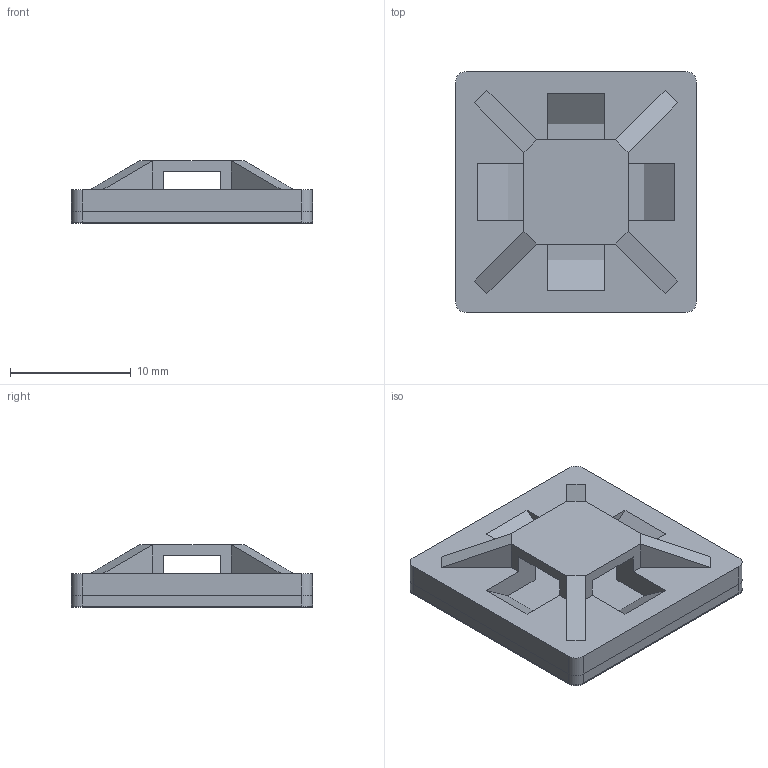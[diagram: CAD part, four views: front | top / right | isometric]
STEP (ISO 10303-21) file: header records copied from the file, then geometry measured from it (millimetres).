
FILE_DESCRIPTION(/* description */ ('Unknown'),/* implementation_level */ '2;1');
FILE_NAME(/* name */ '530909200',/* time_stamp */ '2018-12-19T16:00:51+01:00',/* author */ ('Unknown'),/* organization */ ('Unknown'),/* preprocessor_version */ 'ST-DEVELOPER v16.7',/* originating_system */ 'DEX',/* authorisation */ $);
FILE_SCHEMA (('AUTOMOTIVE_DESIGN {1 0 10303 214 3 1 1}'));
Length unit declared in the file: millimetre
Products named in the file (4): 530909200; 3M_adhesive tape; release_tape
Assembly tree (3 placements, depth 2):
  530909200
    530909200
    3M_adhesive tape
    release_tape
Bounding box: 20 x 20 x 5.2 mm (x, y, z)
Volume: 1047.3 mm3; surface area: 2756.7 mm2
Topology: 3 solids, 3 shells, 60 faces, 172 edges, 112 vertices
Faces by surface type: plane 48, cylinder 12
Entity records: 2055 total; most frequent: CARTESIAN_POINT 348, ORIENTED_EDGE 344, DIRECTION 324, EDGE_CURVE 172, LINE 148, VECTOR 148, VERTEX_POINT 112, AXIS2_PLACEMENT_3D 88
